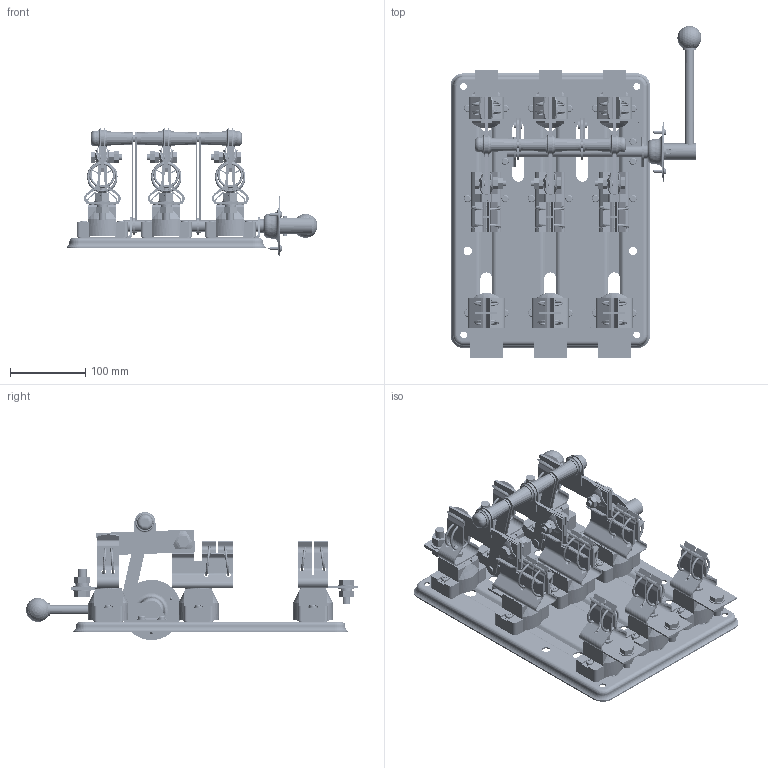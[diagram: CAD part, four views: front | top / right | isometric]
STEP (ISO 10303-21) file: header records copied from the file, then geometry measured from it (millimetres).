
FILE_DESCRIPTION (( 'STEP AP214' ), '1' );
FILE_NAME ('RP-4-1-400 Ðàçúåäèíèòåëü ÐÏÁ-4 400À Ï IEK.STEP', '2018-04-19T07:36:43', ( '' ), ( '' ), 'SwSTEP 2.0', 'SolidWorks 2014', '' );
FILE_SCHEMA (( 'AUTOMOTIVE_DESIGN' ));
Length unit declared in the file: millimetre
Products named in the file (1): RP-4-1-400 Ðàçúåäèíèòåëü ÐÏÁ-4 400À Ï IEK
Bounding box: 333.4 x 441.13 x 170.13 mm (x, y, z)
Volume: 1421618 mm3; surface area: 754232.5 mm2
Topology: 25 solids, 30 shells, 3980 faces, 10827 edges, 7053 vertices
Faces by surface type: plane 2630, cylinder 1153, torus 128, cone 43, sphere 16, bspline 10
Full cylindrical faces by diameter (mm): 3 x3, 4 x3, 5 x24, 5.2 x6, 5.5 x9, 5.8 x2, 6 x83, 6.1 x12, 6.2 x44, 6.5 x28, 7 x27, 8 x33, 8.1 x3, 8.4 x8, 8.5 x3, 8.8 x1, 9 x10, 9.5 x4, 9.8 x24, 10 x6, 10.5 x9, 11 x5, 12 x51, 12.2 x3, 12.5 x6, 15 x5, 15.2 x2, 17.2 x1, 18.5 x1, 20 x6
Entity records: 130869 total; most frequent: CARTESIAN_POINT 32613, ORIENTED_EDGE 20050, DIRECTION 19911, EDGE_CURVE 10025, VERTEX_POINT 6771, AXIS2_PLACEMENT_3D 6765, LINE 6381, VECTOR 6381
